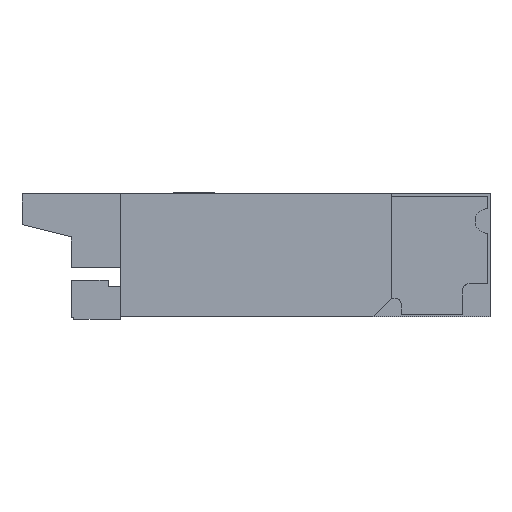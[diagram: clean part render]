
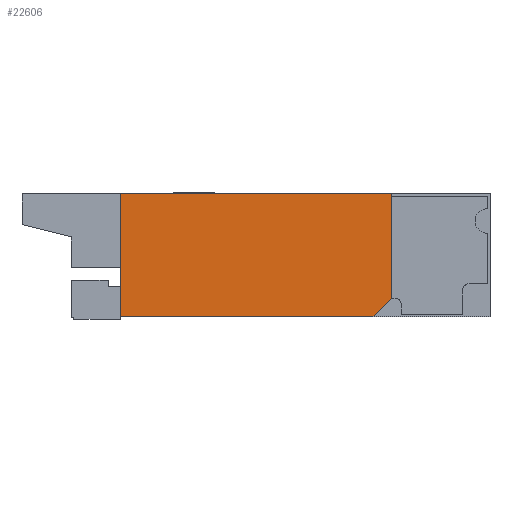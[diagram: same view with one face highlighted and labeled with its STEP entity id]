
A CAD part, left-side view. The second image highlights one B-rep face of the part: STEP entity #22606.
In plain terms, the highlighted planar face has unit normal (-1, 0, 0).
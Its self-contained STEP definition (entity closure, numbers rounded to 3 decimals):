
#868 = CARTESIAN_POINT ( 'NONE',  ( -2., 1.1, 1. ) ) ;
#1363 = CARTESIAN_POINT ( 'NONE',  ( -2., -0.95, 0. ) ) ;
#2332 = LINE ( 'NONE', #12767, #18261 ) ;
#2905 = DIRECTION ( 'NONE',  ( 0., 1., 0. ) ) ;
#3937 = DIRECTION ( 'NONE',  ( 0., -1., 0. ) ) ;
#4465 = VERTEX_POINT ( 'NONE', #7016 ) ;
#4800 = CARTESIAN_POINT ( 'NONE',  ( -2., 0., 0. ) ) ;
#6758 = CARTESIAN_POINT ( 'NONE',  ( -2., -0.475, -0.475 ) ) ;
#7016 = CARTESIAN_POINT ( 'NONE',  ( -2., -1.1, 1. ) ) ;
#7975 = ORIENTED_EDGE ( 'NONE', *, *, #26315, .T. ) ;
#8110 = LINE ( 'NONE', #16576, #10504 ) ;
#9101 = ORIENTED_EDGE ( 'NONE', *, *, #17302, .F. ) ;
#9106 = VECTOR ( 'NONE', #20418, 1000. ) ;
#9199 = LINE ( 'NONE', #6758, #19117 ) ;
#9409 = VERTEX_POINT ( 'NONE', #868 ) ;
#9434 = ORIENTED_EDGE ( 'NONE', *, *, #24017, .T. ) ;
#10362 = CARTESIAN_POINT ( 'NONE',  ( -2., 1.1, 0. ) ) ;
#10504 = VECTOR ( 'NONE', #12304, 1000. ) ;
#11299 = DIRECTION ( 'NONE',  ( 1., 0., 0. ) ) ;
#11937 = LINE ( 'NONE', #20194, #25917 ) ;
#12304 = DIRECTION ( 'NONE',  ( 0., 1., 0. ) ) ;
#12767 = CARTESIAN_POINT ( 'NONE',  ( -2., 1.1, 0. ) ) ;
#14839 = VERTEX_POINT ( 'NONE', #1363 ) ;
#14867 = EDGE_CURVE ( 'NONE', #22543, #14839, #11937, .T. ) ;
#14897 = EDGE_LOOP ( 'NONE', ( #9434, #7975, #20407, #21854, #9101 ) ) ;
#16288 = CARTESIAN_POINT ( 'NONE',  ( -2., -1.1, 0. ) ) ;
#16518 = FACE_OUTER_BOUND ( 'NONE', #14897, .T. ) ;
#16576 = CARTESIAN_POINT ( 'NONE',  ( -2., -1.9, 1. ) ) ;
#17302 = EDGE_CURVE ( 'NONE', #26551, #14839, #9199, .T. ) ;
#18106 = EDGE_CURVE ( 'NONE', #9409, #22543, #2332, .T. ) ;
#18186 = CARTESIAN_POINT ( 'NONE',  ( -2., -1.1, 0.15 ) ) ;
#18261 = VECTOR ( 'NONE', #20885, 1000. ) ;
#19117 = VECTOR ( 'NONE', #23457, 1000. ) ;
#20194 = CARTESIAN_POINT ( 'NONE',  ( -2., -1.9, 0. ) ) ;
#20407 = ORIENTED_EDGE ( 'NONE', *, *, #18106, .T. ) ;
#20418 = DIRECTION ( 'NONE',  ( 0., 0., 1. ) ) ;
#20885 = DIRECTION ( 'NONE',  ( 0., 0., -1. ) ) ;
#21854 = ORIENTED_EDGE ( 'NONE', *, *, #14867, .T. ) ;
#22543 = VERTEX_POINT ( 'NONE', #10362 ) ;
#22606 = ADVANCED_FACE ( 'NONE', ( #16518 ), #24922, .F. ) ;
#23457 = DIRECTION ( 'NONE',  ( 0., 0.707, -0.707 ) ) ;
#24017 = EDGE_CURVE ( 'NONE', #26551, #4465, #26450, .T. ) ;
#24922 = PLANE ( 'NONE',  #25286 ) ;
#25286 = AXIS2_PLACEMENT_3D ( 'NONE', #4800, #11299, #2905 ) ;
#25917 = VECTOR ( 'NONE', #3937, 1000. ) ;
#26315 = EDGE_CURVE ( 'NONE', #4465, #9409, #8110, .T. ) ;
#26450 = LINE ( 'NONE', #16288, #9106 ) ;
#26551 = VERTEX_POINT ( 'NONE', #18186 ) ;
